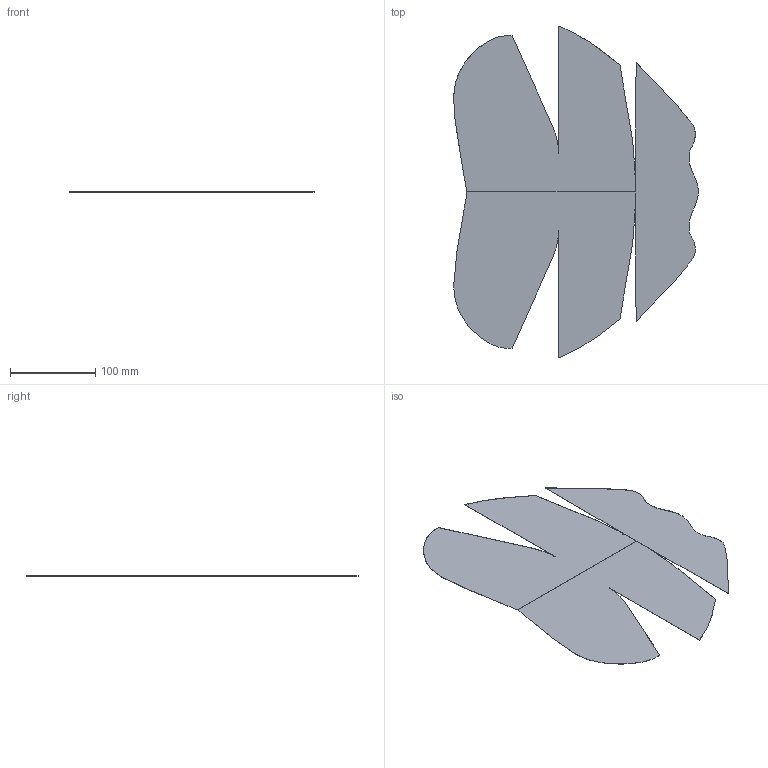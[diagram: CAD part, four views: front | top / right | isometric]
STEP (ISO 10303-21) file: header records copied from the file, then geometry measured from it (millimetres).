
FILE_DESCRIPTION(/* description */ (''),/* implementation_level */ '2;1');
FILE_NAME(/* name */ 'XCR Head DX.1.3 Visor + Cuts v1.step',/* time_stamp */ '2024-04-17T09:42:09+10:00',/* author */ (''),/* organization */ (''),/* preprocessor_version */ 'ST-DEVELOPER v20',/* originating_system */ 'Autodesk Translation Framework v12.20.1.177',/* authorisation */ '');
FILE_SCHEMA (('AUTOMOTIVE_DESIGN { 1 0 10303 214 3 1 1 }'));
Length unit declared in the file: millimetre
Products named in the file (1): XCR Head DX.1.3 Visor + Cuts
Bounding box: 287.41 x 390 x 0.2 mm (x, y, z)
Volume: 15776.7 mm3; surface area: 158978.4 mm2
Topology: 3 solids, 3 shells, 33 faces, 81 edges, 54 vertices
Faces by surface type: plane 19, bspline 10, cylinder 4
Entity records: 1921 total; most frequent: CARTESIAN_POINT 1179, ORIENTED_EDGE 162, DIRECTION 117, EDGE_CURVE 81, VERTEX_POINT 54, LINE 53, VECTOR 53, FACE_OUTER_BOUND 33
